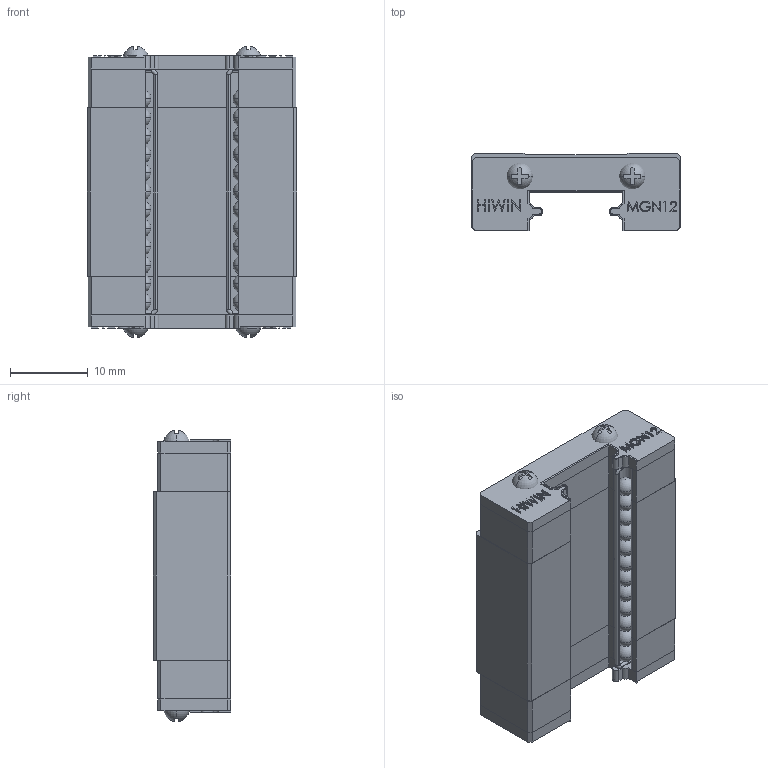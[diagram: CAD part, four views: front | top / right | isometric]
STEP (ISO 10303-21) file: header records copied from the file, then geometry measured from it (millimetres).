
FILE_DESCRIPTION (( 'STEP AP214' ), '1' );
FILE_NAME ('MGN12C.STEP', '2024-07-06T05:53:05', ( '' ), ( '' ), 'SwSTEP 2.0', 'SolidWorks 2023', '' );
FILE_SCHEMA (( 'AUTOMOTIVE_DESIGN' ));
Length unit declared in the file: millimetre
Products named in the file (6): MGN12C_Cage; MGN12C_Body; MGN12C; MGN12C_Ball; MGN12C_EndCap; MGN12C_Seal
Assembly tree (31 placements, depth 2):
  MGN12C
    MGN12C_Body
    MGN12C_EndCap  x2
    MGN12C_Seal  x2
    MGN12C_Cage  x2
    MGN12C_Ball  x24
Bounding box: 27 x 10 x 37.54 mm (x, y, z)
Volume: 6922.2 mm3; surface area: 6005.5 mm2
Topology: 31 solids, 31 shells, 611 faces, 1703 edges, 1138 vertices
Faces by surface type: plane 348, cylinder 145, sphere 48, bspline 46, torus 16, cone 8
Entity records: 22296 total; most frequent: CARTESIAN_POINT 12891, ORIENTED_EDGE 2030, DIRECTION 1715, EDGE_CURVE 1015, VERTEX_POINT 672, VECTOR 611, LINE 611, AXIS2_PLACEMENT_3D 552
